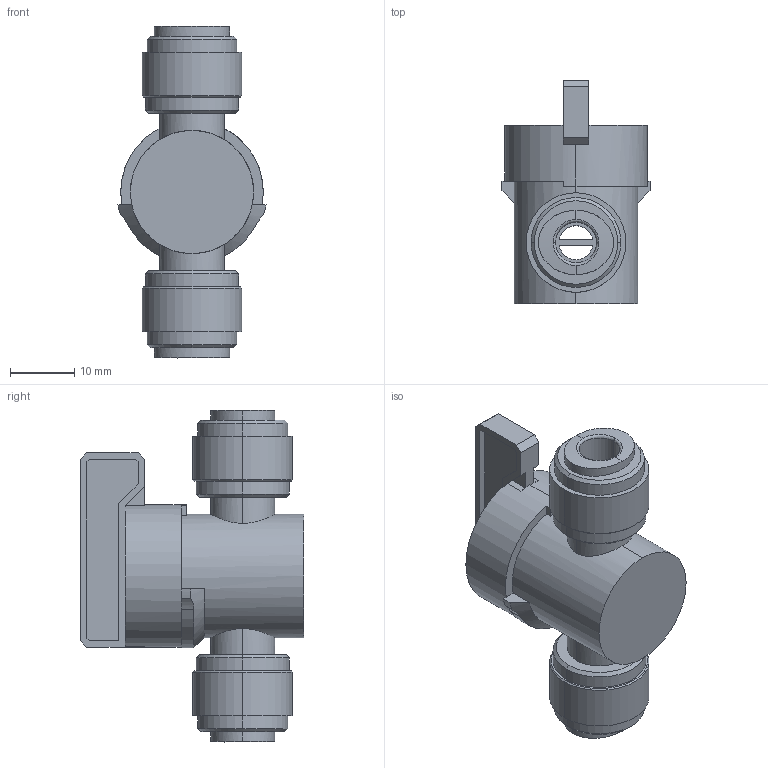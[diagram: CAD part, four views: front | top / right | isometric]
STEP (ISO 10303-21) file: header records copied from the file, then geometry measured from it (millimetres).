
FILE_DESCRIPTION (( 'STEP AP214' ), '1' );
FILE_NAME ('HVU14-P.step', '2017-08-29T20:44:49', ( '' ), ( '' ), 'SwSTEP 2.0', 'SolidWorks 2017', '' );
FILE_SCHEMA (( 'AUTOMOTIVE_DESIGN' ));
Length unit declared in the file: inch
Products named in the file (1): HVU14-P
Bounding box: 23.06 x 34.8 x 51.7 mm (x, y, z)
Volume: 13155.3 mm3; surface area: 6069.4 mm2
Topology: 1 solids, 1 shells, 121 faces, 310 edges, 199 vertices
Faces by surface type: plane 64, cylinder 32, cone 13, bspline 12
Entity records: 4938 total; most frequent: CARTESIAN_POINT 1989, ORIENTED_EDGE 620, DIRECTION 586, EDGE_CURVE 310, AXIS2_PLACEMENT_3D 206, VERTEX_POINT 199, LINE 174, VECTOR 174
